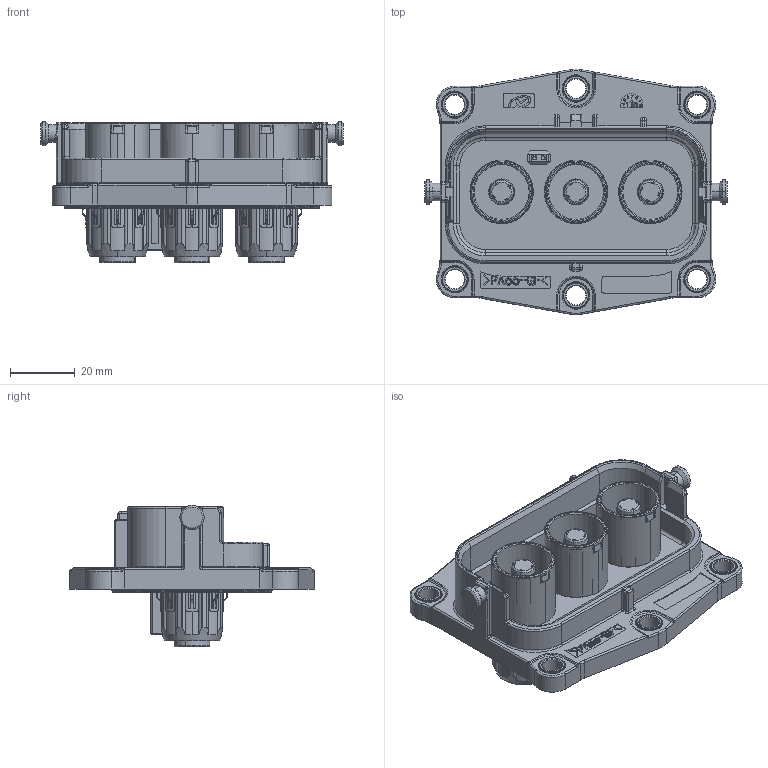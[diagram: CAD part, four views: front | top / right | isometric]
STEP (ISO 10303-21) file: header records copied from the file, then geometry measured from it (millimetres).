
FILE_DESCRIPTION (( 'STEP AP203' ), '1' );
FILE_NAME ('1.STEP', '2019-11-15T07:52:56', ( 'yguser' ), ( 'yongguikeji' ), 'SwSTEP 2.0', 'SolidWorks 2018', '' );
FILE_SCHEMA (( 'CONFIG_CONTROL_DESIGN' ));
Length unit declared in the file: millimetre
Products named in the file (1): 1
Bounding box: 93.5 x 75.96 x 43.65 mm (x, y, z)
Volume: 60873.3 mm3; surface area: 49191.8 mm2
Topology: 1 solids, 1 shells, 3877 faces, 10426 edges, 6520 vertices
Faces by surface type: plane 1737, cylinder 1223, cone 462, bspline 431, torus 24
Entity records: 140760 total; most frequent: CARTESIAN_POINT 48409, ORIENTED_EDGE 20784, DIRECTION 17626, EDGE_CURVE 10392, VERTEX_POINT 6520, AXIS2_PLACEMENT_3D 6391, VECTOR 4844, LINE 4844
